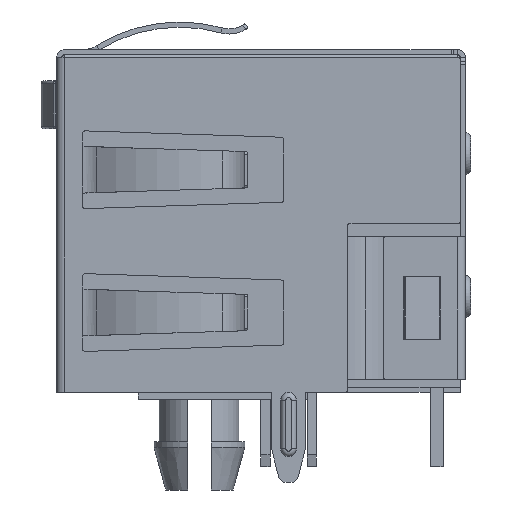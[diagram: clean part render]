
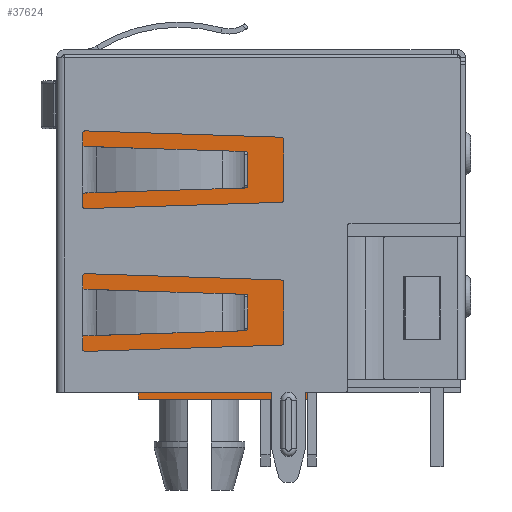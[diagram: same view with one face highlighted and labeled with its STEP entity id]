
A CAD part, left-side view. The second image highlights one B-rep face of the part: STEP entity #37624.
In plain terms, the highlighted planar face has unit normal (-1, 0, 0).
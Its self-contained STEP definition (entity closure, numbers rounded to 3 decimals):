
#6637=ORIENTED_EDGE('',*,*,#15253,.F.);
#6638=ORIENTED_EDGE('',*,*,#15263,.F.);
#6639=ORIENTED_EDGE('',*,*,#15949,.T.);
#6640=ORIENTED_EDGE('',*,*,#15155,.T.);
#6641=ORIENTED_EDGE('',*,*,#15147,.F.);
#6642=ORIENTED_EDGE('',*,*,#15950,.F.);
#6643=ORIENTED_EDGE('',*,*,#15281,.T.);
#6644=ORIENTED_EDGE('',*,*,#15942,.F.);
#6645=ORIENTED_EDGE('',*,*,#15936,.F.);
#6646=ORIENTED_EDGE('',*,*,#15256,.T.);
#15147=EDGE_CURVE('',#20211,#20212,#23998,.T.);
#15155=EDGE_CURVE('',#20217,#20212,#24004,.T.);
#15253=EDGE_CURVE('',#20288,#20286,#24066,.T.);
#15256=EDGE_CURVE('',#20289,#20286,#24068,.T.);
#15263=EDGE_CURVE('',#20294,#20288,#24071,.T.);
#15281=EDGE_CURVE('',#20303,#20306,#24080,.T.);
#15936=EDGE_CURVE('',#20289,#20768,#24700,.T.);
#15942=EDGE_CURVE('',#20768,#20306,#24706,.T.);
#15949=EDGE_CURVE('',#20294,#20217,#24713,.T.);
#15950=EDGE_CURVE('',#20303,#20211,#24714,.T.);
#20211=VERTEX_POINT('',#60220);
#20212=VERTEX_POINT('',#60221);
#20217=VERTEX_POINT('',#60235);
#20286=VERTEX_POINT('',#60427);
#20288=VERTEX_POINT('',#60433);
#20289=VERTEX_POINT('',#60437);
#20294=VERTEX_POINT('',#60453);
#20303=VERTEX_POINT('',#60484);
#20306=VERTEX_POINT('',#60489);
#20768=VERTEX_POINT('',#61807);
#23998=LINE('',#60219,#28276);
#24004=LINE('',#60234,#28282);
#24066=LINE('',#60434,#28344);
#24068=LINE('',#60440,#28346);
#24071=LINE('',#60455,#28349);
#24080=LINE('',#60490,#28358);
#24700=LINE('',#61806,#28978);
#24706=LINE('',#61818,#28984);
#24713=LINE('',#61828,#28991);
#24714=LINE('',#61829,#28992);
#28276=VECTOR('',#49646,1000.);
#28282=VECTOR('',#49658,1000.);
#28344=VECTOR('',#49852,1000.);
#28346=VECTOR('',#49858,1000.);
#28349=VECTOR('',#49875,1000.);
#28358=VECTOR('',#49914,1000.);
#28978=VECTOR('',#50956,1000.);
#28984=VECTOR('',#50966,1000.);
#28991=VECTOR('',#50977,1000.);
#28992=VECTOR('',#50978,1000.);
#32174=EDGE_LOOP('',(#6637,#6638,#6639,#6640,#6641,#6642,#6643,#6644,#6645,
#6646));
#34258=FACE_BOUND('',#32174,.T.);
#36058=PLANE('',#44597);
#37624=ADVANCED_FACE('',(#34258),#36058,.F.);
#44597=AXIS2_PLACEMENT_3D('',#61827,#50975,#50976);
#49646=DIRECTION('',(0.,-1.,0.));
#49658=DIRECTION('',(0.,0.,1.));
#49852=DIRECTION('',(0.,1.,0.));
#49858=DIRECTION('',(0.,0.,-1.));
#49875=DIRECTION('',(0.,0.,-1.));
#49914=DIRECTION('',(0.,1.,0.));
#50956=DIRECTION('',(0.,-1.,0.));
#50966=DIRECTION('',(0.,0.,1.));
#50975=DIRECTION('',(1.,0.,0.));
#50976=DIRECTION('',(0.,0.,-1.));
#50977=DIRECTION('',(0.,1.,0.));
#50978=DIRECTION('',(0.,0.,1.));
#60219=CARTESIAN_POINT('',(-15.935,1.775,6.71));
#60220=CARTESIAN_POINT('',(-15.935,1.775,6.71));
#60221=CARTESIAN_POINT('',(-15.935,-4.725,6.71));
#60234=CARTESIAN_POINT('',(-15.935,-4.725,-31.059));
#60235=CARTESIAN_POINT('',(-15.935,-4.725,6.15));
#60427=CARTESIAN_POINT('',(-15.935,7.575,-6.45));
#60433=CARTESIAN_POINT('',(-15.935,-7.575,-6.45));
#60434=CARTESIAN_POINT('',(-15.935,-7.675,-6.45));
#60437=CARTESIAN_POINT('',(-15.935,7.575,-0.05));
#60440=CARTESIAN_POINT('',(-15.935,7.575,6.25));
#60453=CARTESIAN_POINT('',(-15.935,-7.575,6.15));
#60455=CARTESIAN_POINT('',(-15.935,-7.575,6.25));
#60484=CARTESIAN_POINT('',(-15.935,1.775,6.15));
#60489=CARTESIAN_POINT('',(-15.935,3.325,6.15));
#60490=CARTESIAN_POINT('',(-15.935,-7.675,6.15));
#61806=CARTESIAN_POINT('',(-15.935,7.675,-0.05));
#61807=CARTESIAN_POINT('',(-15.935,3.325,-0.05));
#61818=CARTESIAN_POINT('',(-15.935,3.325,-0.05));
#61827=CARTESIAN_POINT('',(-15.935,-7.675,6.25));
#61828=CARTESIAN_POINT('',(-15.935,-7.675,6.15));
#61829=CARTESIAN_POINT('',(-15.935,1.775,-31.059));
